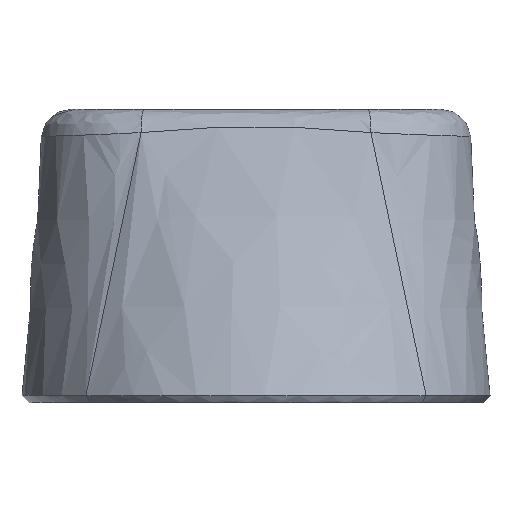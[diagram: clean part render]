
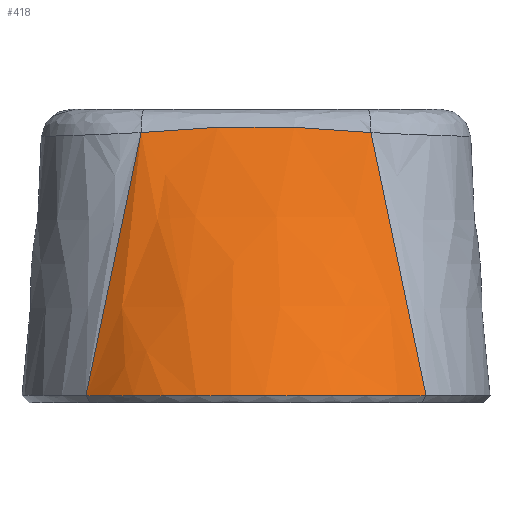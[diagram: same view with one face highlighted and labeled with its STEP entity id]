
A CAD part, front view. The second image highlights one B-rep face of the part: STEP entity #418.
In plain terms, the highlighted free-form (B-spline) face has degree [3, 3] with [7, 4] control points.
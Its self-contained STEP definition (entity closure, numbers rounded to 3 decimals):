
#22=B_SPLINE_CURVE_WITH_KNOTS('',3,(#654,#655,#656,#657,#658,#659,#660),
 .UNSPECIFIED.,.F.,.F.,(4,1,1,1,4),(0.751,1.219,
1.688,1.922,2.391),.UNSPECIFIED.);
#34=B_SPLINE_CURVE_WITH_KNOTS('',3,(#950,#951,#952,#953,#954),
 .UNSPECIFIED.,.F.,.F.,(4,1,4),(0.,0.657,
1.533),.UNSPECIFIED.);
#54=B_SPLINE_SURFACE_WITH_KNOTS('',3,3,((#1214,#1215,#1216,#1217),(#1218,
#1219,#1220,#1221),(#1222,#1223,#1224,#1225),(#1226,#1227,#1228,#1229),
(#1230,#1231,#1232,#1233),(#1234,#1235,#1236,#1237),(#1238,#1239,#1240,
#1241)),.UNSPECIFIED.,.F.,.F.,.F.,(4,1,1,1,4),(4,4),(0.,0.286,
0.571,0.857,1.),(0.023,0.942),
 .UNSPECIFIED.);
#91=FACE_OUTER_BOUND('',#122,.T.);
#122=EDGE_LOOP('',(#379,#380,#381,#382));
#133=LINE('',#833,#148);
#138=LINE('',#1242,#153);
#148=VECTOR('',#505,20.808);
#153=VECTOR('',#558,20.808);
#181=VERTEX_POINT('',#606);
#185=VERTEX_POINT('',#652);
#190=VERTEX_POINT('',#832);
#199=VERTEX_POINT('',#949);
#224=EDGE_CURVE('',#185,#181,#22,.T.);
#234=EDGE_CURVE('',#181,#190,#133,.T.);
#246=EDGE_CURVE('',#190,#199,#34,.T.);
#268=EDGE_CURVE('',#185,#199,#138,.T.);
#379=ORIENTED_EDGE('',*,*,#224,.F.);
#380=ORIENTED_EDGE('',*,*,#268,.T.);
#381=ORIENTED_EDGE('',*,*,#246,.F.);
#382=ORIENTED_EDGE('',*,*,#234,.F.);
#418=ADVANCED_FACE('',(#91),#54,.T.);
#505=DIRECTION('',(0.202,0.188,0.961));
#558=DIRECTION('',(-0.202,0.188,0.961));
#606=CARTESIAN_POINT('',(6.683,-5.823,-19.519));
#652=CARTESIAN_POINT('',(29.875,-5.823,-19.519));
#654=CARTESIAN_POINT('Ctrl Pts',(29.875,-5.823,-19.519));
#655=CARTESIAN_POINT('Ctrl Pts',(28.166,-7.616,-19.527));
#656=CARTESIAN_POINT('Ctrl Pts',(23.914,-10.39,-19.542));
#657=CARTESIAN_POINT('Ctrl Pts',(17.626,-11.116,-19.546));
#658=CARTESIAN_POINT('Ctrl Pts',(11.581,-9.691,-19.538));
#659=CARTESIAN_POINT('Ctrl Pts',(8.392,-7.616,-19.527));
#660=CARTESIAN_POINT('Ctrl Pts',(6.683,-5.823,-19.519));
#832=CARTESIAN_POINT('',(10.447,-2.31,-1.581));
#833=CARTESIAN_POINT('',(6.582,-5.917,-20.));
#949=CARTESIAN_POINT('',(26.111,-2.31,-1.581));
#950=CARTESIAN_POINT('Ctrl Pts',(10.447,-2.31,-1.581));
#951=CARTESIAN_POINT('Ctrl Pts',(12.684,-2.467,-1.355));
#952=CARTESIAN_POINT('Ctrl Pts',(17.907,-2.568,-1.041));
#953=CARTESIAN_POINT('Ctrl Pts',(23.129,-2.519,-1.28));
#954=CARTESIAN_POINT('Ctrl Pts',(26.111,-2.31,-1.581));
#1214=CARTESIAN_POINT('Ctrl Pts',(6.678,-5.828,-19.544));
#1215=CARTESIAN_POINT('Ctrl Pts',(7.965,-4.627,-13.413));
#1216=CARTESIAN_POINT('Ctrl Pts',(9.251,-3.426,-7.282));
#1217=CARTESIAN_POINT('Ctrl Pts',(10.538,-2.225,-1.151));
#1218=CARTESIAN_POINT('Ctrl Pts',(8.236,-7.463,-19.544));
#1219=CARTESIAN_POINT('Ctrl Pts',(9.485,-5.75,-13.413));
#1220=CARTESIAN_POINT('Ctrl Pts',(10.726,-4.034,-7.282));
#1221=CARTESIAN_POINT('Ctrl Pts',(11.974,-2.322,-1.151));
#1222=CARTESIAN_POINT('Ctrl Pts',(12.348,-10.326,-19.544));
#1223=CARTESIAN_POINT('Ctrl Pts',(13.2,-7.714,-13.413));
#1224=CARTESIAN_POINT('Ctrl Pts',(14.053,-5.103,-7.282));
#1225=CARTESIAN_POINT('Ctrl Pts',(14.905,-2.49,-1.151));
#1226=CARTESIAN_POINT('Ctrl Pts',(20.314,-11.321,-19.544));
#1227=CARTESIAN_POINT('Ctrl Pts',(20.013,-8.397,-13.413));
#1228=CARTESIAN_POINT('Ctrl Pts',(19.709,-5.473,-7.282));
#1229=CARTESIAN_POINT('Ctrl Pts',(19.407,-2.549,-1.151));
#1230=CARTESIAN_POINT('Ctrl Pts',(26.417,-8.954,-19.544));
#1231=CARTESIAN_POINT('Ctrl Pts',(25.32,-6.773,-13.413));
#1232=CARTESIAN_POINT('Ctrl Pts',(24.225,-4.591,-7.282));
#1233=CARTESIAN_POINT('Ctrl Pts',(23.128,-2.41,-1.151));
#1234=CARTESIAN_POINT('Ctrl Pts',(29.101,-6.645,-19.544));
#1235=CARTESIAN_POINT('Ctrl Pts',(27.837,-5.189,-13.413));
#1236=CARTESIAN_POINT('Ctrl Pts',(26.567,-3.73,-7.282));
#1237=CARTESIAN_POINT('Ctrl Pts',(25.303,-2.274,-1.151));
#1238=CARTESIAN_POINT('Ctrl Pts',(29.88,-5.828,-19.544));
#1239=CARTESIAN_POINT('Ctrl Pts',(28.594,-4.627,-13.413));
#1240=CARTESIAN_POINT('Ctrl Pts',(27.307,-3.426,-7.282));
#1241=CARTESIAN_POINT('Ctrl Pts',(26.021,-2.225,-1.151));
#1242=CARTESIAN_POINT('',(29.976,-5.917,-20.));
